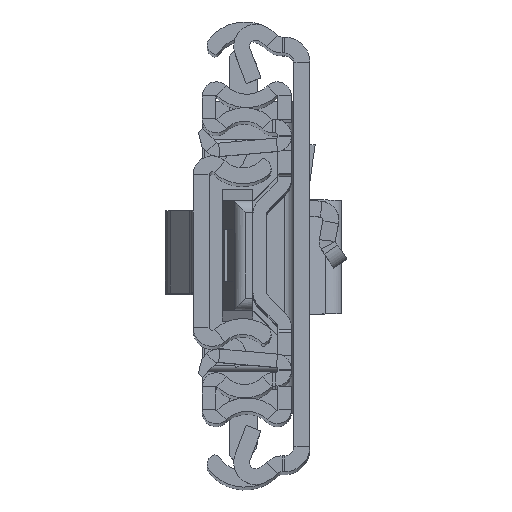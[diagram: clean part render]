
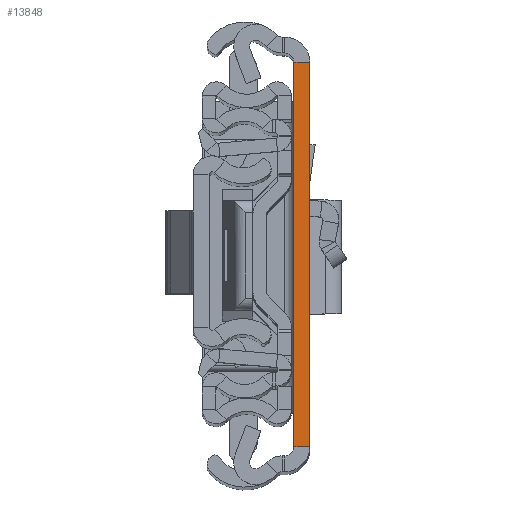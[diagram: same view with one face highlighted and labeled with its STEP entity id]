
A CAD part, top view. The second image highlights one B-rep face of the part: STEP entity #13848.
In plain terms, the highlighted planar face has unit normal (0, 0, 1).
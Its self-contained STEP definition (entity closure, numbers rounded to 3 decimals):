
#251 = VERTEX_POINT ( 'NONE', #18153 ) ;
#332 = VERTEX_POINT ( 'NONE', #2920 ) ;
#345 = CARTESIAN_POINT ( 'NONE',  ( 2.6, 31.5, 0. ) ) ;
#1969 = CARTESIAN_POINT ( 'NONE',  ( 2.6, -31.5, 0. ) ) ;
#2221 = EDGE_CURVE ( 'NONE', #4324, #251, #18082, .T. ) ;
#2920 = CARTESIAN_POINT ( 'NONE',  ( 2.6, -31.5, 0. ) ) ;
#2926 = LINE ( 'NONE', #8576, #16974 ) ;
#3268 = LINE ( 'NONE', #1969, #10166 ) ;
#4324 = VERTEX_POINT ( 'NONE', #10566 ) ;
#4474 = ORIENTED_EDGE ( 'NONE', *, *, #11951, .T. ) ;
#4522 = LINE ( 'NONE', #345, #8098 ) ;
#4612 = ORIENTED_EDGE ( 'NONE', *, *, #2221, .F. ) ;
#5743 = ORIENTED_EDGE ( 'NONE', *, *, #16787, .F. ) ;
#5987 = ORIENTED_EDGE ( 'NONE', *, *, #15697, .T. ) ;
#6028 = PLANE ( 'NONE',  #17453 ) ;
#7214 = DIRECTION ( 'NONE',  ( 0., 1., 0. ) ) ;
#8098 = VECTOR ( 'NONE', #10181, 1000. ) ;
#8316 = DIRECTION ( 'NONE',  ( 0., 1., 0. ) ) ;
#8576 = CARTESIAN_POINT ( 'NONE',  ( 2.6, -31.5, 0. ) ) ;
#9523 = VECTOR ( 'NONE', #8316, 1000. ) ;
#10166 = VECTOR ( 'NONE', #12098, 1000. ) ;
#10181 = DIRECTION ( 'NONE',  ( 1., 0., 0. ) ) ;
#10566 = CARTESIAN_POINT ( 'NONE',  ( 0., -31.5, 0. ) ) ;
#10755 = CARTESIAN_POINT ( 'NONE',  ( 0., -31.5, 0. ) ) ;
#11545 = VERTEX_POINT ( 'NONE', #14090 ) ;
#11951 = EDGE_CURVE ( 'NONE', #4324, #332, #3268, .T. ) ;
#12035 = CARTESIAN_POINT ( 'NONE',  ( 2.6, -31.5, 0. ) ) ;
#12098 = DIRECTION ( 'NONE',  ( 1., 0., 0. ) ) ;
#13848 = ADVANCED_FACE ( 'NONE', ( #16985 ), #6028, .F. ) ;
#14090 = CARTESIAN_POINT ( 'NONE',  ( 2.6, 31.5, 0. ) ) ;
#14372 = DIRECTION ( 'NONE',  ( 0., 0., -1. ) ) ;
#14456 = DIRECTION ( 'NONE',  ( 0., 1., 0. ) ) ;
#14957 = EDGE_LOOP ( 'NONE', ( #5743, #4612, #4474, #5987 ) ) ;
#15697 = EDGE_CURVE ( 'NONE', #332, #11545, #2926, .T. ) ;
#16787 = EDGE_CURVE ( 'NONE', #251, #11545, #4522, .T. ) ;
#16974 = VECTOR ( 'NONE', #7214, 1000. ) ;
#16985 = FACE_OUTER_BOUND ( 'NONE', #14957, .T. ) ;
#17453 = AXIS2_PLACEMENT_3D ( 'NONE', #12035, #14372, #14456 ) ;
#18082 = LINE ( 'NONE', #10755, #9523 ) ;
#18153 = CARTESIAN_POINT ( 'NONE',  ( 0., 31.5, 0. ) ) ;
